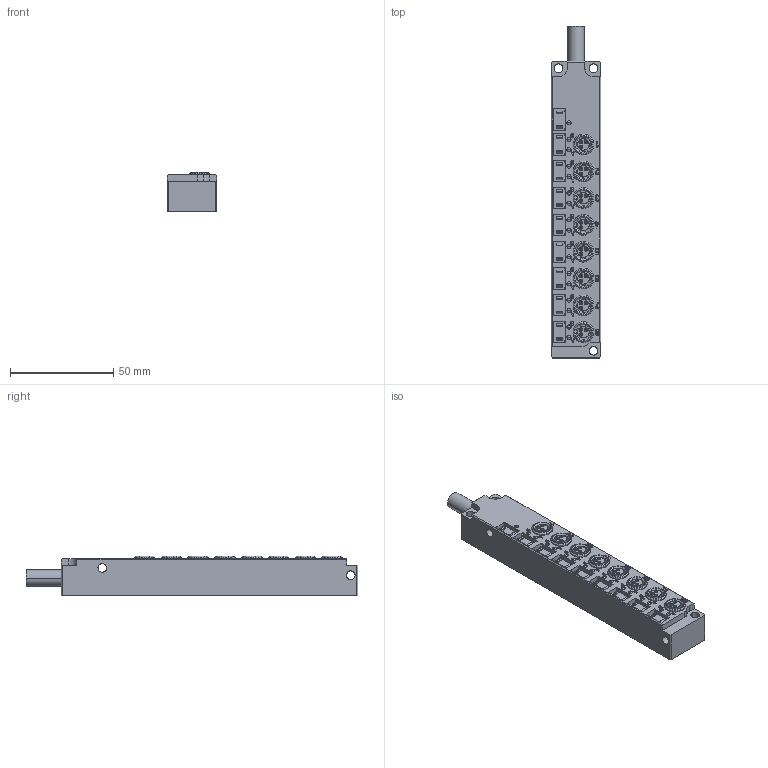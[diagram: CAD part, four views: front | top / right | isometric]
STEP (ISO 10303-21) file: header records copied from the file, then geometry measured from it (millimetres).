
FILE_DESCRIPTION(('CATIA V5 STEP Exchange','CAx-IF Rec.Pracs.--- Model Styling and Organization---1.4--- 2014-01-23'),'2;1');
FILE_NAME ('023042-2_2', '2023-06-05T08:36:25+00:00', ('none'), ('Weidmueller'), 'CATIA Version 5-6 Release 2016 SP3 HF44', 'CATIA V5 STEP AP214', 'none');
FILE_SCHEMA(('AUTOMOTIVE_DESIGN { 1 0 10303 214 1 1 1 1 }'));
Products named in the file (1): 1828680000
Bounding box: 24 x 161 x 19.2 mm (x, y, z)
Volume: 60181.3 mm3; surface area: 18669.7 mm2
Topology: 81 solids, 83 shells, 1801 faces, 4515 edges, 3002 vertices
Faces by surface type: plane 841, cylinder 318, bspline 316, cone 220, torus 72, sphere 34
Entity records: 58429 total; most frequent: CARTESIAN_POINT 19736, ORIENTED_EDGE 9022, DIRECTION 5603, EDGE_CURVE 4511, VERTEX_POINT 3002, AXIS2_PLACEMENT_3D 2167, VECTOR 2079, LINE 2079
